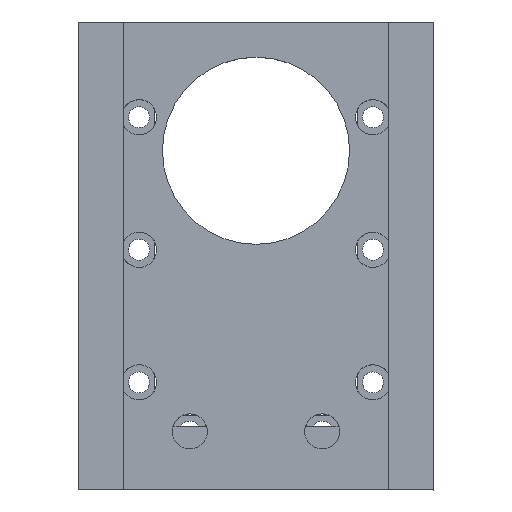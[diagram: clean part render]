
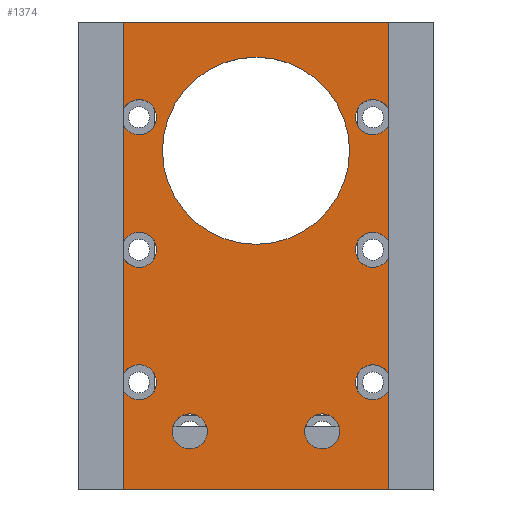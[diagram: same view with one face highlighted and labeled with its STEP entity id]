
A CAD part, top view. The second image highlights one B-rep face of the part: STEP entity #1374.
In plain terms, the highlighted planar face has unit normal (0, 0, 1).
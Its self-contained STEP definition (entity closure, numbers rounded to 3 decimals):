
#47=FACE_BOUND('',#236,.T.);
#48=FACE_BOUND('',#237,.T.);
#49=FACE_BOUND('',#238,.T.);
#50=FACE_BOUND('',#239,.T.);
#51=FACE_BOUND('',#240,.T.);
#52=FACE_BOUND('',#241,.T.);
#53=FACE_BOUND('',#242,.T.);
#54=FACE_BOUND('',#243,.T.);
#55=FACE_BOUND('',#244,.T.);
#76=CIRCLE('',#1432,2.25);
#90=CIRCLE('',#1461,2.25);
#94=CIRCLE('',#1467,2.25);
#98=CIRCLE('',#1473,2.25);
#101=CIRCLE('',#1478,2.25);
#106=CIRCLE('',#1486,2.25);
#109=CIRCLE('',#1491,2.25);
#112=CIRCLE('',#1496,2.25);
#113=CIRCLE('',#1502,12.);
#161=FACE_OUTER_BOUND('',#235,.T.);
#235=EDGE_LOOP('',(#1228,#1229,#1230,#1231));
#236=EDGE_LOOP('',(#1232));
#237=EDGE_LOOP('',(#1233));
#238=EDGE_LOOP('',(#1234));
#239=EDGE_LOOP('',(#1235));
#240=EDGE_LOOP('',(#1236));
#241=EDGE_LOOP('',(#1237));
#242=EDGE_LOOP('',(#1238));
#243=EDGE_LOOP('',(#1239));
#244=EDGE_LOOP('',(#1240));
#336=LINE('',#2125,#480);
#342=LINE('',#2137,#486);
#390=LINE('',#2271,#534);
#391=LINE('',#2273,#535);
#480=VECTOR('',#1701,10.);
#486=VECTOR('',#1711,10.);
#534=VECTOR('',#1861,10.);
#535=VECTOR('',#1864,10.);
#609=VERTEX_POINT('',#2048);
#638=VERTEX_POINT('',#2122);
#639=VERTEX_POINT('',#2124);
#642=VERTEX_POINT('',#2134);
#643=VERTEX_POINT('',#2136);
#651=VERTEX_POINT('',#2166);
#656=VERTEX_POINT('',#2181);
#661=VERTEX_POINT('',#2196);
#665=VERTEX_POINT('',#2209);
#670=VERTEX_POINT('',#2227);
#673=VERTEX_POINT('',#2239);
#677=VERTEX_POINT('',#2252);
#678=VERTEX_POINT('',#2267);
#752=EDGE_CURVE('',#609,#609,#76,.T.);
#791=EDGE_CURVE('',#639,#638,#336,.T.);
#797=EDGE_CURVE('',#643,#642,#342,.T.);
#813=EDGE_CURVE('',#651,#651,#90,.T.);
#821=EDGE_CURVE('',#656,#656,#94,.T.);
#829=EDGE_CURVE('',#661,#661,#98,.T.);
#836=EDGE_CURVE('',#665,#665,#101,.T.);
#846=EDGE_CURVE('',#670,#670,#106,.T.);
#853=EDGE_CURVE('',#673,#673,#109,.T.);
#860=EDGE_CURVE('',#677,#677,#112,.T.);
#869=EDGE_CURVE('',#678,#678,#113,.T.);
#871=EDGE_CURVE('',#639,#642,#390,.T.);
#872=EDGE_CURVE('',#643,#638,#391,.T.);
#1228=ORIENTED_EDGE('',*,*,#791,.T.);
#1229=ORIENTED_EDGE('',*,*,#872,.F.);
#1230=ORIENTED_EDGE('',*,*,#797,.T.);
#1231=ORIENTED_EDGE('',*,*,#871,.F.);
#1232=ORIENTED_EDGE('',*,*,#813,.T.);
#1233=ORIENTED_EDGE('',*,*,#821,.T.);
#1234=ORIENTED_EDGE('',*,*,#829,.T.);
#1235=ORIENTED_EDGE('',*,*,#836,.T.);
#1236=ORIENTED_EDGE('',*,*,#752,.T.);
#1237=ORIENTED_EDGE('',*,*,#846,.T.);
#1238=ORIENTED_EDGE('',*,*,#853,.T.);
#1239=ORIENTED_EDGE('',*,*,#860,.T.);
#1240=ORIENTED_EDGE('',*,*,#869,.T.);
#1322=PLANE('',#1505);
#1374=ADVANCED_FACE('',(#161,#47,#48,#49,#50,#51,#52,#53,#54,#55),#1322,
 .T.);
#1432=AXIS2_PLACEMENT_3D('',#2049,#1636,#1637);
#1461=AXIS2_PLACEMENT_3D('',#2167,#1741,#1742);
#1467=AXIS2_PLACEMENT_3D('',#2182,#1757,#1758);
#1473=AXIS2_PLACEMENT_3D('',#2197,#1773,#1774);
#1478=AXIS2_PLACEMENT_3D('',#2210,#1787,#1788);
#1486=AXIS2_PLACEMENT_3D('',#2228,#1808,#1809);
#1491=AXIS2_PLACEMENT_3D('',#2240,#1822,#1823);
#1496=AXIS2_PLACEMENT_3D('',#2253,#1836,#1837);
#1502=AXIS2_PLACEMENT_3D('',#2268,#1856,#1857);
#1505=AXIS2_PLACEMENT_3D('',#2274,#1865,#1866);
#1636=DIRECTION('center_axis',(0.,0.,-1.));
#1637=DIRECTION('ref_axis',(1.,0.,0.));
#1701=DIRECTION('',(0.,1.,0.));
#1711=DIRECTION('',(0.,-1.,0.));
#1741=DIRECTION('center_axis',(0.,0.,-1.));
#1742=DIRECTION('ref_axis',(1.,0.,0.));
#1757=DIRECTION('center_axis',(0.,0.,-1.));
#1758=DIRECTION('ref_axis',(1.,0.,0.));
#1773=DIRECTION('center_axis',(0.,0.,-1.));
#1774=DIRECTION('ref_axis',(1.,0.,0.));
#1787=DIRECTION('center_axis',(0.,0.,-1.));
#1788=DIRECTION('ref_axis',(1.,0.,0.));
#1808=DIRECTION('center_axis',(0.,0.,-1.));
#1809=DIRECTION('ref_axis',(1.,0.,0.));
#1822=DIRECTION('center_axis',(0.,0.,-1.));
#1823=DIRECTION('ref_axis',(1.,0.,0.));
#1836=DIRECTION('center_axis',(0.,0.,-1.));
#1837=DIRECTION('ref_axis',(1.,0.,0.));
#1856=DIRECTION('center_axis',(0.,0.,-1.));
#1857=DIRECTION('ref_axis',(1.,0.,0.));
#1861=DIRECTION('',(-1.,0.,0.));
#1864=DIRECTION('',(1.,0.,0.));
#1865=DIRECTION('center_axis',(0.,0.,1.));
#1866=DIRECTION('ref_axis',(1.,0.,0.));
#2048=CARTESIAN_POINT('',(6.25,-22.5,23.75));
#2049=CARTESIAN_POINT('Origin',(8.5,-22.5,23.75));
#2122=CARTESIAN_POINT('',(20.,30.,23.75));
#2124=CARTESIAN_POINT('',(20.,-30.,23.75));
#2125=CARTESIAN_POINT('',(20.,15.,23.75));
#2134=CARTESIAN_POINT('',(-20.,-30.,23.75));
#2136=CARTESIAN_POINT('',(-20.,30.,23.75));
#2137=CARTESIAN_POINT('',(-20.,-15.,23.75));
#2166=CARTESIAN_POINT('',(12.75,-16.2,23.75));
#2167=CARTESIAN_POINT('Origin',(15.,-16.2,23.75));
#2181=CARTESIAN_POINT('',(-17.25,0.8,23.75));
#2182=CARTESIAN_POINT('Origin',(-15.,0.8,23.75));
#2196=CARTESIAN_POINT('',(-17.25,-16.2,23.75));
#2197=CARTESIAN_POINT('Origin',(-15.,-16.2,23.75));
#2209=CARTESIAN_POINT('',(12.75,0.8,23.75));
#2210=CARTESIAN_POINT('Origin',(15.,0.8,23.75));
#2227=CARTESIAN_POINT('',(-17.25,17.8,23.75));
#2228=CARTESIAN_POINT('Origin',(-15.,17.8,23.75));
#2239=CARTESIAN_POINT('',(-10.75,-22.5,23.75));
#2240=CARTESIAN_POINT('Origin',(-8.5,-22.5,23.75));
#2252=CARTESIAN_POINT('',(12.75,17.8,23.75));
#2253=CARTESIAN_POINT('Origin',(15.,17.8,23.75));
#2267=CARTESIAN_POINT('',(-12.,13.5,23.75));
#2268=CARTESIAN_POINT('Origin',(0.,13.5,23.75));
#2271=CARTESIAN_POINT('',(-17.8,-30.,23.75));
#2273=CARTESIAN_POINT('',(17.8,30.,23.75));
#2274=CARTESIAN_POINT('Origin',(0.,0.,23.75));
